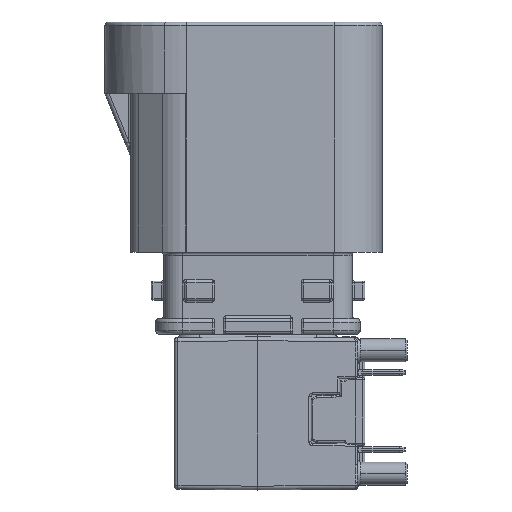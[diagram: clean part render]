
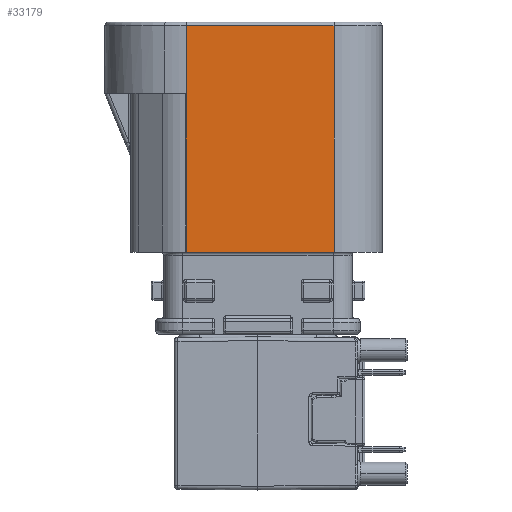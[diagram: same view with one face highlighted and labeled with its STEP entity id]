
A CAD part, left-side view. The second image highlights one B-rep face of the part: STEP entity #33179.
In plain terms, the highlighted planar face has unit normal (-1, 0, 0).
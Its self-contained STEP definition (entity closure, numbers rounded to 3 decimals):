
#1262 = EDGE_LOOP ( 'NONE', ( #41952, #53169, #36127, #5632 ) ) ;
#2126 = VECTOR ( 'NONE', #13198, 1000. ) ;
#3243 = DIRECTION ( 'NONE',  ( 0., 1., 0. ) ) ;
#3409 = EDGE_CURVE ( 'NONE', #6266, #24539, #48375, .T. ) ;
#5632 = ORIENTED_EDGE ( 'NONE', *, *, #51956, .F. ) ;
#6266 = VERTEX_POINT ( 'NONE', #50637 ) ;
#8040 = VECTOR ( 'NONE', #3243, 1000. ) ;
#9526 = EDGE_CURVE ( 'NONE', #24539, #11543, #23380, .T. ) ;
#10764 = DIRECTION ( 'NONE',  ( 0., 0., 1. ) ) ;
#11543 = VERTEX_POINT ( 'NONE', #59711 ) ;
#11925 = CARTESIAN_POINT ( 'NONE',  ( -6., 3.728, 12.65 ) ) ;
#13198 = DIRECTION ( 'NONE',  ( 0., 0., -1. ) ) ;
#13558 = FACE_OUTER_BOUND ( 'NONE', #1262, .T. ) ;
#13901 = CARTESIAN_POINT ( 'NONE',  ( -6., -6.45, 4.4 ) ) ;
#21286 = CARTESIAN_POINT ( 'NONE',  ( -6., -6.45, 16.15 ) ) ;
#23380 = LINE ( 'NONE', #11925, #2126 ) ;
#24020 = EDGE_CURVE ( 'NONE', #24858, #6266, #55109, .T. ) ;
#24241 = DIRECTION ( 'NONE',  ( 0., 1., 0. ) ) ;
#24539 = VERTEX_POINT ( 'NONE', #35489 ) ;
#24858 = VERTEX_POINT ( 'NONE', #62867 ) ;
#25533 = VECTOR ( 'NONE', #10764, 1000. ) ;
#33179 = ADVANCED_FACE ( 'NONE', ( #13558 ), #33284, .F. ) ;
#33284 = PLANE ( 'NONE',  #33869 ) ;
#33869 = AXIS2_PLACEMENT_3D ( 'NONE', #47058, #37076, #57079 ) ;
#35489 = CARTESIAN_POINT ( 'NONE',  ( -6., 3.728, 16.15 ) ) ;
#36127 = ORIENTED_EDGE ( 'NONE', *, *, #9526, .T. ) ;
#36722 = VECTOR ( 'NONE', #24241, 1000. ) ;
#37076 = DIRECTION ( 'NONE',  ( 1., 0., 0. ) ) ;
#39772 = CARTESIAN_POINT ( 'NONE',  ( -6., -3.95, 4.4 ) ) ;
#41259 = LINE ( 'NONE', #13901, #36722 ) ;
#41952 = ORIENTED_EDGE ( 'NONE', *, *, #24020, .T. ) ;
#47058 = CARTESIAN_POINT ( 'NONE',  ( -6., -6.45, 4.4 ) ) ;
#48375 = LINE ( 'NONE', #21286, #8040 ) ;
#50637 = CARTESIAN_POINT ( 'NONE',  ( -6., -3.95, 16.15 ) ) ;
#51956 = EDGE_CURVE ( 'NONE', #24858, #11543, #41259, .T. ) ;
#53169 = ORIENTED_EDGE ( 'NONE', *, *, #3409, .T. ) ;
#55109 = LINE ( 'NONE', #39772, #25533 ) ;
#57079 = DIRECTION ( 'NONE',  ( 0., 0., -1. ) ) ;
#59711 = CARTESIAN_POINT ( 'NONE',  ( -6., 3.728, 4.4 ) ) ;
#62867 = CARTESIAN_POINT ( 'NONE',  ( -6., -3.95, 4.4 ) ) ;
